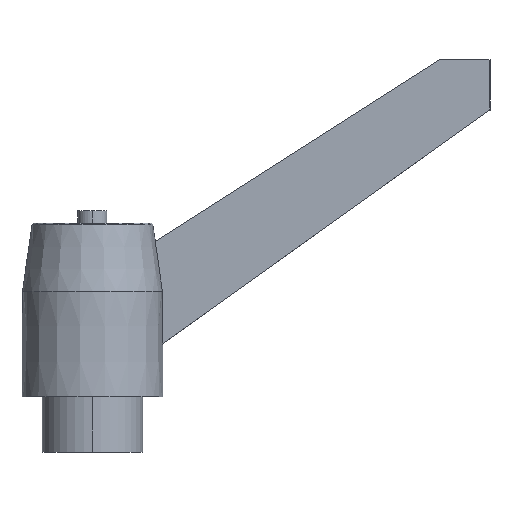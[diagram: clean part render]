
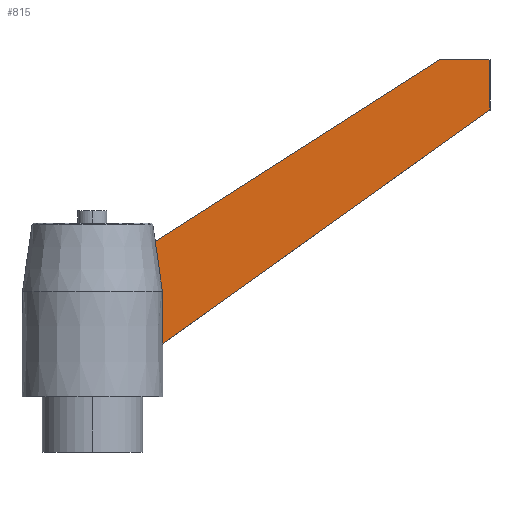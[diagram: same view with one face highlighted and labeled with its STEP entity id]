
A CAD part, top view. The second image highlights one B-rep face of the part: STEP entity #815.
In plain terms, the highlighted planar face has unit normal (0, 0, 1).
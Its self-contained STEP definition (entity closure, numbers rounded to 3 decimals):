
#4 = LINE ( 'NONE', #807, #878 ) ;
#9 = LINE ( 'NONE', #355, #1095 ) ;
#68 = ORIENTED_EDGE ( 'NONE', *, *, #734, .F. ) ;
#95 = CARTESIAN_POINT ( 'NONE',  ( 12.481, 41.899, 3. ) ) ;
#111 = ORIENTED_EDGE ( 'NONE', *, *, #1123, .F. ) ;
#142 = EDGE_CURVE ( 'NONE', #286, #774, #215, .T. ) ;
#144 = PLANE ( 'NONE',  #276 ) ;
#167 = VECTOR ( 'NONE', #559, 1000. ) ;
#173 = EDGE_CURVE ( 'NONE', #489, #693, #4, .T. ) ;
#178 = DIRECTION ( 'NONE',  ( -0.005, 1., 0. ) ) ;
#210 = ORIENTED_EDGE ( 'NONE', *, *, #142, .F. ) ;
#215 = LINE ( 'NONE', #662, #1079 ) ;
#266 = ORIENTED_EDGE ( 'NONE', *, *, #1110, .F. ) ;
#276 = AXIS2_PLACEMENT_3D ( 'NONE', #855, #1029, #428 ) ;
#286 = VERTEX_POINT ( 'NONE', #95 ) ;
#299 = CARTESIAN_POINT ( 'NONE',  ( 46.475, 44.75, 3. ) ) ;
#310 = EDGE_LOOP ( 'NONE', ( #547, #1042, #68, #111, #266, #210 ) ) ;
#318 = VECTOR ( 'NONE', #654, 1000. ) ;
#343 = VERTEX_POINT ( 'NONE', #565 ) ;
#355 = CARTESIAN_POINT ( 'NONE',  ( 13.19, 36.949, 3. ) ) ;
#379 = LINE ( 'NONE', #549, #907 ) ;
#405 = CARTESIAN_POINT ( 'NONE',  ( 13.95, 21.5, 3. ) ) ;
#428 = DIRECTION ( 'NONE',  ( 1., 0., 0. ) ) ;
#472 = DIRECTION ( 'NONE',  ( 0., -1., 0. ) ) ;
#489 = VERTEX_POINT ( 'NONE', #405 ) ;
#547 = ORIENTED_EDGE ( 'NONE', *, *, #598, .F. ) ;
#549 = CARTESIAN_POINT ( 'NONE',  ( 79., 73., 3. ) ) ;
#559 = DIRECTION ( 'NONE',  ( 1., 0., 0. ) ) ;
#565 = CARTESIAN_POINT ( 'NONE',  ( 79., 68., 3. ) ) ;
#598 = EDGE_CURVE ( 'NONE', #693, #286, #9, .T. ) ;
#637 = LINE ( 'NONE', #713, #167 ) ;
#654 = DIRECTION ( 'NONE',  ( -0.814, -0.582, 0. ) ) ;
#656 = CARTESIAN_POINT ( 'NONE',  ( 79., 78., 3. ) ) ;
#662 = CARTESIAN_POINT ( 'NONE',  ( 40.74, 59.949, 3. ) ) ;
#674 = FACE_OUTER_BOUND ( 'NONE', #310, .T. ) ;
#693 = VERTEX_POINT ( 'NONE', #813 ) ;
#713 = CARTESIAN_POINT ( 'NONE',  ( 74., 78., 3. ) ) ;
#734 = EDGE_CURVE ( 'NONE', #343, #489, #906, .T. ) ;
#774 = VERTEX_POINT ( 'NONE', #1107 ) ;
#807 = CARTESIAN_POINT ( 'NONE',  ( 13.925, 26.75, 3. ) ) ;
#813 = CARTESIAN_POINT ( 'NONE',  ( 13.9, 32., 3. ) ) ;
#815 = ADVANCED_FACE ( 'NONE', ( #674 ), #144, .T. ) ;
#855 = CARTESIAN_POINT ( 'NONE',  ( 11.15, 20.37, 3. ) ) ;
#878 = VECTOR ( 'NONE', #178, 1000. ) ;
#906 = LINE ( 'NONE', #299, #318 ) ;
#907 = VECTOR ( 'NONE', #472, 1000. ) ;
#934 = VERTEX_POINT ( 'NONE', #656 ) ;
#1003 = DIRECTION ( 'NONE',  ( 0.843, 0.538, 0. ) ) ;
#1029 = DIRECTION ( 'NONE',  ( 0., 0., 1. ) ) ;
#1042 = ORIENTED_EDGE ( 'NONE', *, *, #173, .F. ) ;
#1049 = DIRECTION ( 'NONE',  ( -0.142, 0.99, 0. ) ) ;
#1079 = VECTOR ( 'NONE', #1003, 1000. ) ;
#1095 = VECTOR ( 'NONE', #1049, 1000. ) ;
#1107 = CARTESIAN_POINT ( 'NONE',  ( 69., 78., 3. ) ) ;
#1110 = EDGE_CURVE ( 'NONE', #774, #934, #637, .T. ) ;
#1123 = EDGE_CURVE ( 'NONE', #934, #343, #379, .T. ) ;
